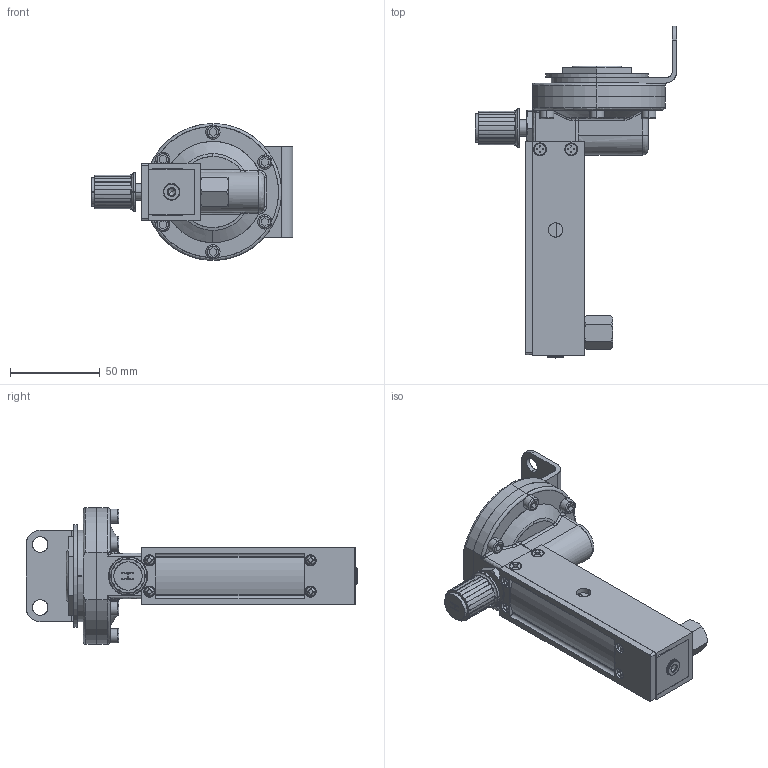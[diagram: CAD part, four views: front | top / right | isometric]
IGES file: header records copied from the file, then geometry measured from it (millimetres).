
Start section: SolidWorks IGES file using analytic representation for surfaces
Global section: file name: 1350G-J-N-5-A.IGS; native system: SolidWorks 2020; preprocessor: SolidWorks 2020; author: CRaksin; date: 220421.105708; units: inch
Bounding box: 112.22 x 184.78 x 76.2 mm (x, y, z)
Surface area: 113215.9 mm2 (no closed solid volume)
Topology: 0 solids, 0 shells, 1526 faces, 19943 edges, 19927 vertices
Faces by surface type: bspline 1002, revolution 524
